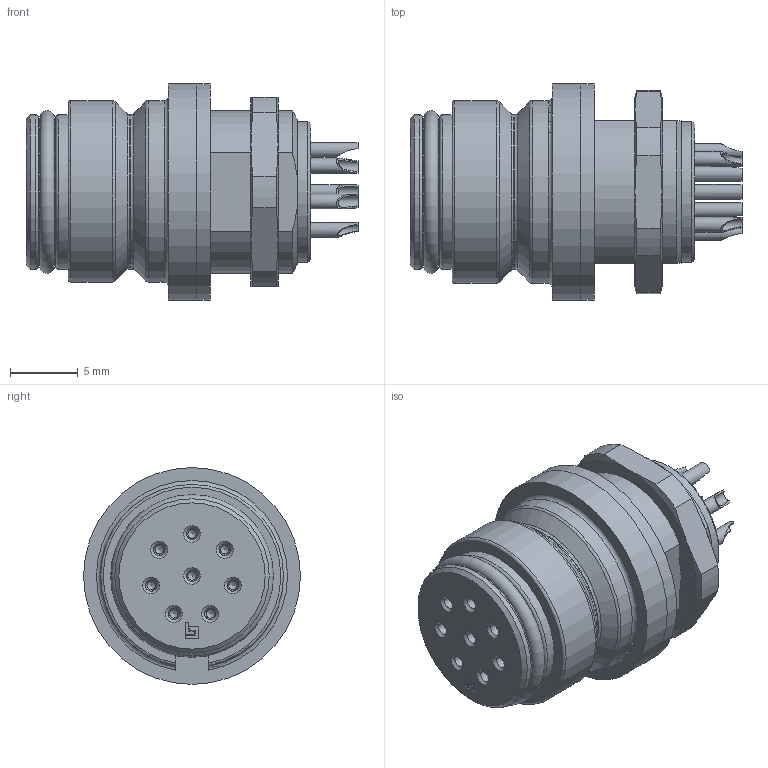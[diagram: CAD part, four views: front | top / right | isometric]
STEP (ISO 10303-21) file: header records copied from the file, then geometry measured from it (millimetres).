
FILE_DESCRIPTION(/* description */ (''),/* implementation_level */ '2;1');
FILE_NAME(/* name */ '99-9128-00-08_bg.stp',/* time_stamp */ '2010-02-26T11:17:31+01:00',/* author */ (''),/* organization */ (''),/* preprocessor_version */ 'ST-DEVELOPER v11',/* originating_system */ 'UGS - NX 5.0',/* authorisation */ '');
FILE_SCHEMA (('CONFIG_CONTROL_DESIGN'));
Length unit declared in the file: millimetre
Products named in the file (1): kborDF71fuvy
Bounding box: 24.5 x 16 x 16 mm (x, y, z)
Volume: 2822.2 mm3; surface area: 2244.8 mm2
Topology: 4 solids, 4 shells, 233 faces, 613 edges, 403 vertices
Faces by surface type: plane 97, cone 75, cylinder 50, torus 11
Full cylindrical faces by diameter (mm): 0.85 x16, 1.1 x8, 9.8 x1, 10.4 x1, 10.917 x1, 11.4 x2, 11.9 x1, 16 x2
Entity records: 6878 total; most frequent: CARTESIAN_POINT 1827, DIRECTION 1028, ORIENTED_EDGE 930, EDGE_CURVE 465, AXIS2_PLACEMENT_3D 453, VERTEX_POINT 344, EDGE_LOOP 324, ADVANCED_FACE 233
